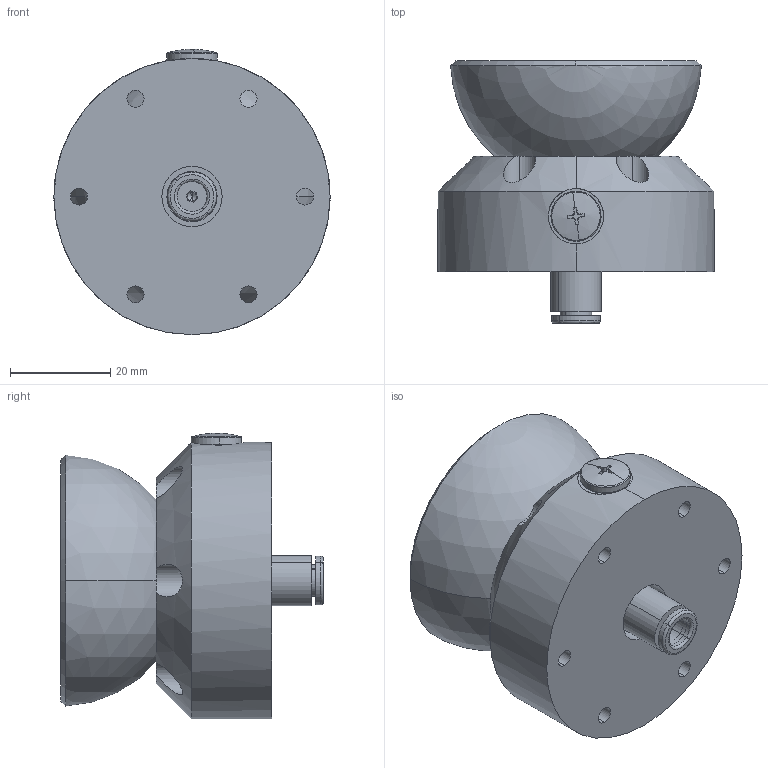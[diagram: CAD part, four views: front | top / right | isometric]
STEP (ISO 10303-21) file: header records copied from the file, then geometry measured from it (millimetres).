
FILE_DESCRIPTION (( 'STEP AP214' ), '1' );
FILE_NAME ('A-651.045_CUSTOMER MODEL.STEP', '2017-03-06T20:35:11', ( 'Physik Instrumente GmbH & Co.KG' ), ( 'Physik Instrumente GmbH & Co.KG' ), 'SwSTEP 2.0', 'SolidWorks 2016', '' );
FILE_SCHEMA (( 'AUTOMOTIVE_DESIGN' ));
Length unit declared in the file: millimetre
Products named in the file (5): 000061970_HB-050-45 SPHERICAL BASE; 000053874_SEAL SCREW, PAN HEAD, M5X6_PDB_1165; 000060538_FITTING, ONE TOUCH, STR, 6MM OD M5, INT HEX; 000061969_HB-050-45 SPHERICAL INNER; A-651.045_CUSTOMER MODEL
Assembly tree (4 placements, depth 2):
  A-651.045_CUSTOMER MODEL
    000061970_HB-050-45 SPHERICAL BASE
    000061969_HB-050-45 SPHERICAL INNER
    000053874_SEAL SCREW, PAN HEAD, M5X6_PDB_1165
    000060538_FITTING, ONE TOUCH, STR, 6MM OD M5, INT HEX
Bounding box: 55 x 52.3 x 56.82 mm (x, y, z)
Volume: 71911.5 mm3; surface area: 18099.2 mm2
Topology: 4 solids, 4 shells, 159 faces, 392 edges, 239 vertices
Faces by surface type: cylinder 66, plane 45, cone 30, sphere 8, torus 6, bspline 4
Entity records: 5763 total; most frequent: CARTESIAN_POINT 1299, DIRECTION 864, ORIENTED_EDGE 740, EDGE_CURVE 370, AXIS2_PLACEMENT_3D 360, VERTEX_POINT 237, CIRCLE 198, EDGE_LOOP 191
